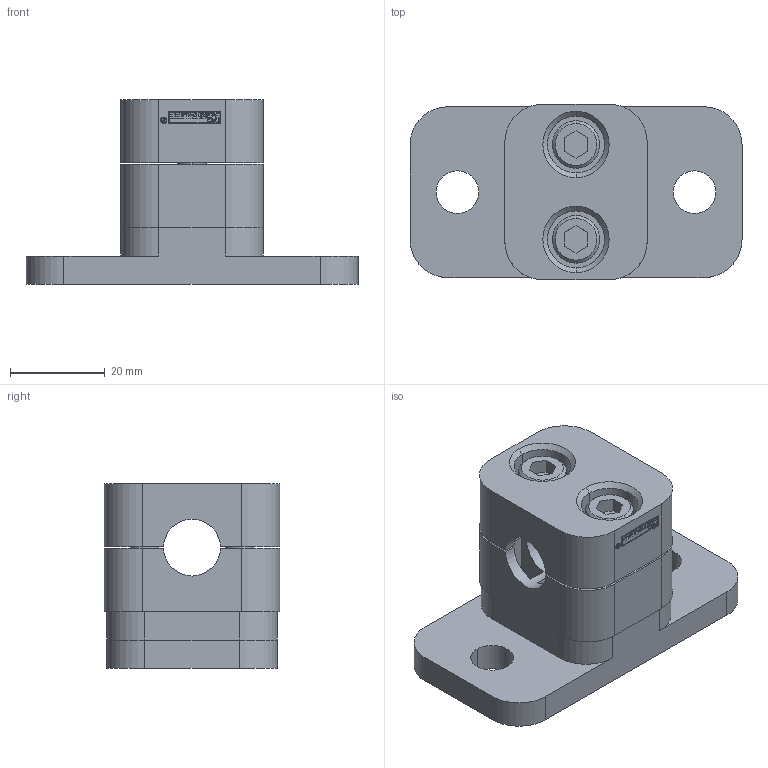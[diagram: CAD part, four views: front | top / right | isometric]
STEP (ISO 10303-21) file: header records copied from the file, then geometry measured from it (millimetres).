
FILE_DESCRIPTION(('Creo Elements/Direct Modeling STEP Export'),'2;1');
FILE_NAME('96.1019_Achsenaufnahmeeinheit_Ø12.stp','2022-12-12T14:09:22',(''),(''),'PTC Creo Elements/Direct Modeling STEP processor for AP214 (Solid Model)','PTC Creo Elements/Direct Modeling 19.0C 15-Aug-2015 (C) Parametric Technology GmbH','');
FILE_SCHEMA(('AUTOMOTIVE_DESIGN { 1 0 10303 214 1 1 1 1 }'));
Length unit declared in the file: millimetre
Products named in the file (5): Zwischenlasche_GR1A_96.1016_PX183658; Zylinderschraube-DIN912_M6x30-8.8-verz_10404_PX175548.02; H_PX183656_1_Teil-1.1; Rohrschelle_GR1A-Ø12-AL_96.1012_PX183657; Achsenaufnahmeeinheit_Ø12_96.1019_PX183663
Assembly tree (6 placements, depth 3):
  Achsenaufnahmeeinheit_Ø12_96.1019_PX183663
    Rohrschelle_GR1A-Ø12-AL_96.1012_PX183657
      H_PX183656_1_Teil-1.1  x2
    Zylinderschraube-DIN912_M6x30-8.8-verz_10404_PX175548.02  x2
    Zwischenlasche_GR1A_96.1016_PX183658
Bounding box: 70 x 37 x 39 mm (x, y, z)
Volume: 37156.6 mm3; surface area: 22576.7 mm2
Topology: 5 solids, 5 shells, 610 faces, 1646 edges, 1092 vertices
Faces by surface type: plane 406, cylinder 180, cone 24
Entity records: 10273 total; most frequent: CARTESIAN_POINT 1907, ORIENTED_EDGE 1734, DIRECTION 1649, EDGE_CURVE 867, VECTOR 627, LINE 627, VERTEX_POINT 574, AXIS2_PLACEMENT_3D 511
